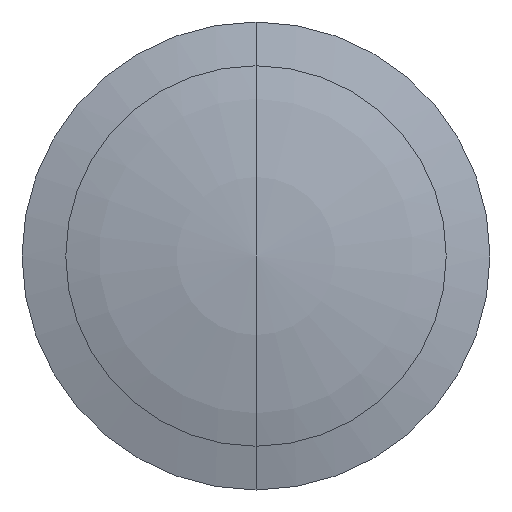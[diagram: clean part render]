
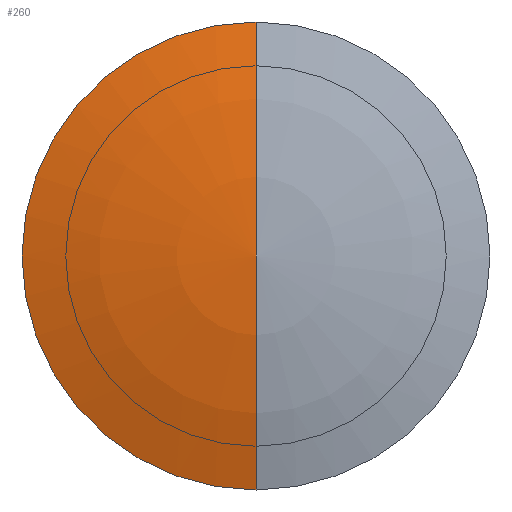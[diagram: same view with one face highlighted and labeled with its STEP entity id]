
A CAD part, front view. The second image highlights one B-rep face of the part: STEP entity #260.
In plain terms, the highlighted toroidal (fillet/blend) face has major radius 0.131 mm and minor radius 10.668 mm.
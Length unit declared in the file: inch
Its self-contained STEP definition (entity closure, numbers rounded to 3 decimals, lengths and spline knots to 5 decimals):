
#8 = CIRCLE ( 'NONE', #9, 0.42 ) ;
#9 = AXIS2_PLACEMENT_3D ( 'NONE', #10, #11, #12 ) ;
#10 = CARTESIAN_POINT ( 'NONE',  ( 0., -1.62003, -0.00516 ) ) ;
#11 = DIRECTION ( 'NONE',  ( -1., 0., 0. ) ) ;
#12 = DIRECTION ( 'NONE',  ( 0., 0., 1. ) ) ;
#26 = CIRCLE ( 'NONE', #27, 0.42 ) ;
#27 = AXIS2_PLACEMENT_3D ( 'NONE', #28, #29, #30 ) ;
#28 = CARTESIAN_POINT ( 'NONE',  ( 0., -1.62003, 0.00516 ) ) ;
#29 = DIRECTION ( 'NONE',  ( 1., 0., 0. ) ) ;
#30 = DIRECTION ( 'NONE',  ( 0., 0., -1. ) ) ;
#36 = VERTEX_POINT ( 'NONE', #278 ) ;
#100 = ORIENTED_EDGE ( 'NONE', *, *, #158, .F. ) ;
#140 = VERTEX_POINT ( 'NONE', #212 ) ;
#154 = EDGE_CURVE ( 'NONE', #140, #36, #8, .T. ) ;
#158 = EDGE_CURVE ( 'NONE', #140, #265, #26, .T. ) ;
#197 = FACE_OUTER_BOUND ( 'NONE', #247, .T. ) ;
#198 = TOROIDAL_SURFACE ( 'NONE', #199, -0.00516, 0.42 ) ;
#199 = AXIS2_PLACEMENT_3D ( 'NONE', #200, #201, #202 ) ;
#200 = CARTESIAN_POINT ( 'NONE',  ( 0., -1.62003, 0. ) ) ;
#201 = DIRECTION ( 'NONE',  ( 0., 1., 0. ) ) ;
#202 = DIRECTION ( 'NONE',  ( 0., 0., 1. ) ) ;
#212 = CARTESIAN_POINT ( 'NONE',  ( 0., -2.04, 0. ) ) ;
#214 = CARTESIAN_POINT ( 'NONE',  ( 0., -2.02, -0.123 ) ) ;
#226 = CIRCLE ( 'NONE', #228, 0.123 ) ;
#228 = AXIS2_PLACEMENT_3D ( 'NONE', #229, #230, #231 ) ;
#229 = CARTESIAN_POINT ( 'NONE',  ( 0., -2.02, 0. ) ) ;
#230 = DIRECTION ( 'NONE',  ( 0., 1., 0. ) ) ;
#231 = DIRECTION ( 'NONE',  ( 0., 0., 1. ) ) ;
#245 = ORIENTED_EDGE ( 'NONE', *, *, #154, .T. ) ;
#247 = EDGE_LOOP ( 'NONE', ( #100, #245, #250 ) ) ;
#250 = ORIENTED_EDGE ( 'NONE', *, *, #267, .F. ) ;
#260 = ADVANCED_FACE ( 'NONE', ( #197 ), #198, .T. ) ;
#265 = VERTEX_POINT ( 'NONE', #214 ) ;
#267 = EDGE_CURVE ( 'NONE', #265, #36, #226, .T. ) ;
#278 = CARTESIAN_POINT ( 'NONE',  ( 0., -2.02, 0.123 ) ) ;
